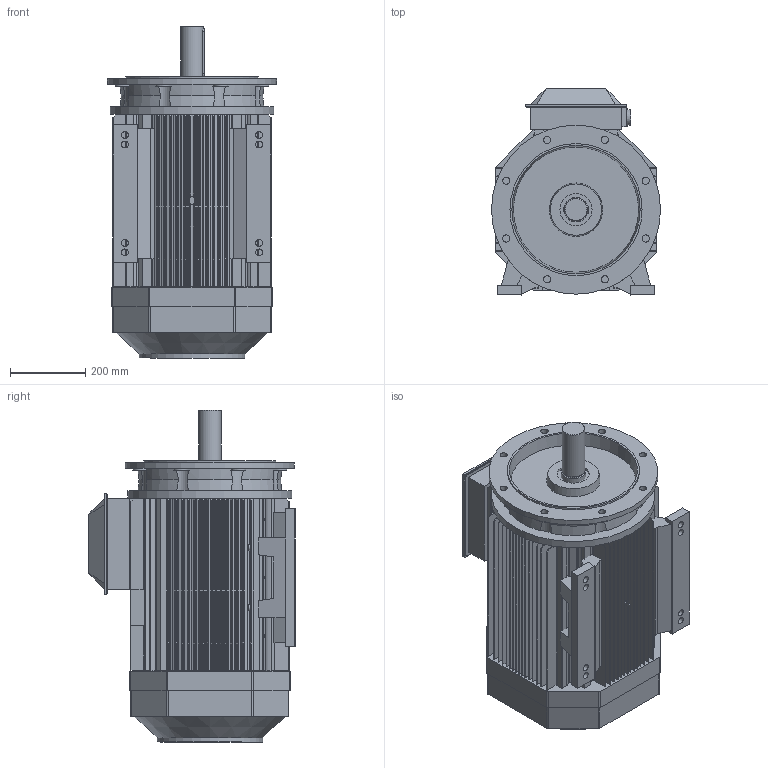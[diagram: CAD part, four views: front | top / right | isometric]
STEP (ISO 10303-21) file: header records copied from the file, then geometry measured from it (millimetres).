
FILE_DESCRIPTION((''),'2;1');
FILE_NAME('3GZV100086-31.stp','2015-07-02T12:20:19',('sejotaa1'),(''),'Autodesk Inventor 2011','Autodesk Inventor 2011','');
FILE_SCHEMA(('AUTOMOTIVE_DESIGN { 1 0 10303 214 1 1 1 1 }'));
Length unit declared in the file: millimetre
Products named in the file (1): 3GZV100086-31
Bounding box: 448 x 548.6 x 879.99 mm (x, y, z)
Volume: 109822390.3 mm3; surface area: 9224532.6 mm2
Topology: 20 solids, 68 shells, 2210 faces, 6026 edges, 4008 vertices
Faces by surface type: plane 1112, cylinder 968, cone 74, bspline 34, torus 22
Full cylindrical faces by diameter (mm): 3.3 x8, 5.5 x8, 11 x2, 16 x4, 18 x16, 19 x16, 20 x2, 34 x2, 40 x6, 44.942 x2, 47 x2, 57 x2, 59 x2, 59.4 x4, 60 x6, 64.4 x2, 65 x2, 71 x2, 75 x2, 76 x2, 85 x2, 279.576 x2, 350 x2, 364 x2, 372 x4, 434 x2, 448 x2
Entity records: 76238 total; most frequent: CARTESIAN_POINT 17011, DIRECTION 12096, ORIENTED_EDGE 11520, EDGE_CURVE 5820, AXIS2_PLACEMENT_3D 4407, VERTEX_POINT 3974, VECTOR 3282, LINE 3282
